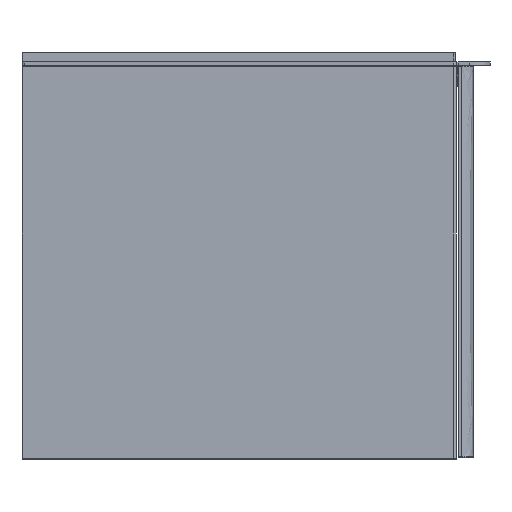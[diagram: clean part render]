
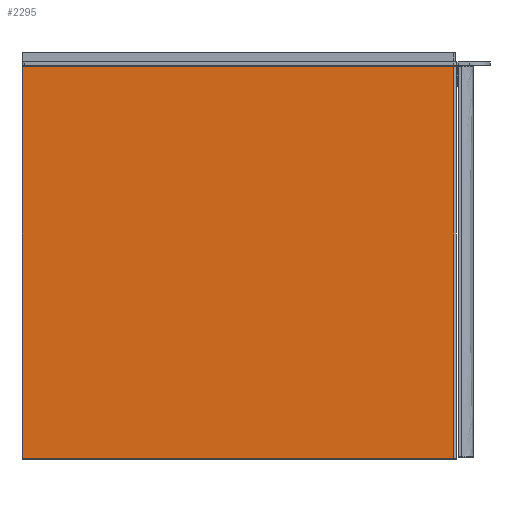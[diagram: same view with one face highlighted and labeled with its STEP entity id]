
A CAD part, front view. The second image highlights one B-rep face of the part: STEP entity #2295.
In plain terms, the highlighted planar face has unit normal (0, -1, 0).
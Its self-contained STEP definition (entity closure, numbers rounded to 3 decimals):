
#2127=CARTESIAN_POINT('Line Origine',(430.828,-183.845,764.016)) ;
#2131=CARTESIAN_POINT('Vertex',(430.828,-183.845,285.016)) ;
#2133=CARTESIAN_POINT('Vertex',(430.828,-183.845,763.016)) ;
#2179=CARTESIAN_POINT('Vertex',(-95.172,-183.845,285.016)) ;
#2182=CARTESIAN_POINT('Line Origine',(433.828,-183.845,285.016)) ;
#2219=CARTESIAN_POINT('Vertex',(-95.172,-183.845,763.016)) ;
#2222=CARTESIAN_POINT('Line Origine',(-95.172,-183.845,284.016)) ;
#2272=CARTESIAN_POINT('Line Origine',(-96.172,-183.845,763.016)) ;
#2284=CARTESIAN_POINT('Axis2P3D Location',(433.828,-183.845,284.016)) ;
#2129=VECTOR('Line Direction',#2128,1.) ;
#2184=VECTOR('Line Direction',#2183,1.) ;
#2224=VECTOR('Line Direction',#2223,1.) ;
#2274=VECTOR('Line Direction',#2273,1.) ;
#2128=DIRECTION('Vector Direction',(0.,0.,1.)) ;
#2183=DIRECTION('Vector Direction',(1.,0.,0.)) ;
#2223=DIRECTION('Vector Direction',(0.,0.,-1.)) ;
#2273=DIRECTION('Vector Direction',(-1.,0.,0.)) ;
#2285=DIRECTION('Axis2P3D Direction',(0.,1.,0.)) ;
#2286=DIRECTION('Axis2P3D XDirection',(-1.,0.,0.)) ;
#2287=AXIS2_PLACEMENT_3D('Plane Axis2P3D',#2284,#2285,#2286) ;
#2130=LINE('Line',#2127,#2129) ;
#2185=LINE('Line',#2182,#2184) ;
#2225=LINE('Line',#2222,#2224) ;
#2275=LINE('Line',#2272,#2274) ;
#2288=PLANE('',#2287) ;
#2135=EDGE_CURVE('',#2132,#2134,#2130,.T.) ;
#2186=EDGE_CURVE('',#2180,#2132,#2185,.T.) ;
#2226=EDGE_CURVE('',#2220,#2180,#2225,.T.) ;
#2276=EDGE_CURVE('',#2134,#2220,#2275,.T.) ;
#2290=ORIENTED_EDGE('',*,*,#2226,.T.) ;
#2291=ORIENTED_EDGE('',*,*,#2186,.T.) ;
#2292=ORIENTED_EDGE('',*,*,#2135,.T.) ;
#2293=ORIENTED_EDGE('',*,*,#2276,.T.) ;
#2289=EDGE_LOOP('',(#2290,#2291,#2292,#2293)) ;
#2132=VERTEX_POINT('',#2131) ;
#2134=VERTEX_POINT('',#2133) ;
#2180=VERTEX_POINT('',#2179) ;
#2220=VERTEX_POINT('',#2219) ;
#2295=ADVANCED_FACE('FUE_Template_Product.1|WXTS_Seite links.3|WXTS_Seite links_3sh-HG-00206027_A.1|Schnitt-Linear austragen5',(#2294),#2288,.F.) ;
#2294=FACE_OUTER_BOUND('',#2289,.T.) ;
